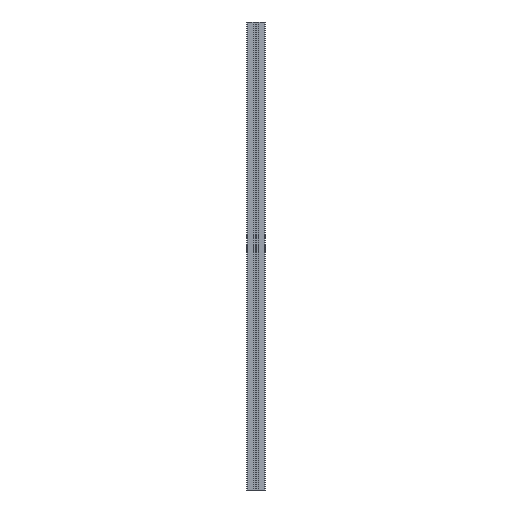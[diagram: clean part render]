
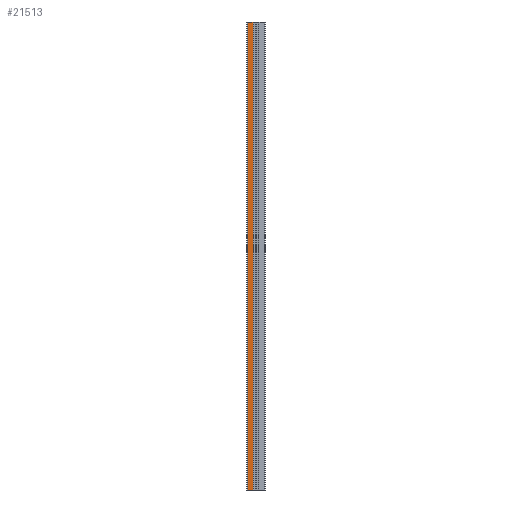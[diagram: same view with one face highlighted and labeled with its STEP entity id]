
A CAD part, left-side view. The second image highlights one B-rep face of the part: STEP entity #21513.
In plain terms, the highlighted planar face has unit normal (-1, 0, 0).
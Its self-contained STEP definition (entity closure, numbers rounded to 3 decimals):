
#21 = EDGE_CURVE ( 'NONE', #14259, #15032, #2260, .T. ) ;
#1169 = VECTOR ( 'NONE', #7219, 1000. ) ;
#1405 = EDGE_CURVE ( 'NONE', #4518, #15032, #25054, .T. ) ;
#1635 = LINE ( 'NONE', #25598, #23135 ) ;
#2260 = LINE ( 'NONE', #20114, #16944 ) ;
#2920 = ORIENTED_EDGE ( 'NONE', *, *, #15934, .F. ) ;
#3376 = EDGE_LOOP ( 'NONE', ( #14441, #11169, #17753, #2920 ) ) ;
#4518 = VERTEX_POINT ( 'NONE', #22705 ) ;
#6059 = DIRECTION ( 'NONE',  ( 0., 0., -1. ) ) ;
#7219 = DIRECTION ( 'NONE',  ( 0., 1., 0. ) ) ;
#7297 = CARTESIAN_POINT ( 'NONE',  ( -20., 18., -1000. ) ) ;
#10311 = PLANE ( 'NONE',  #24723 ) ;
#10432 = CARTESIAN_POINT ( 'NONE',  ( -20., 20., -1000. ) ) ;
#11169 = ORIENTED_EDGE ( 'NONE', *, *, #21, .T. ) ;
#12064 = VECTOR ( 'NONE', #12987, 1000. ) ;
#12459 = CARTESIAN_POINT ( 'NONE',  ( -20., 18., 0. ) ) ;
#12689 = EDGE_CURVE ( 'NONE', #25287, #14259, #1635, .T. ) ;
#12987 = DIRECTION ( 'NONE',  ( 0., 0., -1. ) ) ;
#14259 = VERTEX_POINT ( 'NONE', #12459 ) ;
#14441 = ORIENTED_EDGE ( 'NONE', *, *, #12689, .T. ) ;
#15032 = VERTEX_POINT ( 'NONE', #7297 ) ;
#15934 = EDGE_CURVE ( 'NONE', #25287, #4518, #16894, .T. ) ;
#16616 = CARTESIAN_POINT ( 'NONE',  ( -20., 20., -1000. ) ) ;
#16680 = FACE_OUTER_BOUND ( 'NONE', #3376, .T. ) ;
#16894 = LINE ( 'NONE', #24822, #12064 ) ;
#16944 = VECTOR ( 'NONE', #6059, 1000. ) ;
#17753 = ORIENTED_EDGE ( 'NONE', *, *, #1405, .F. ) ;
#20114 = CARTESIAN_POINT ( 'NONE',  ( -20., 18., -1000. ) ) ;
#20789 = CARTESIAN_POINT ( 'NONE',  ( -20., 6.325, 0. ) ) ;
#21513 = ADVANCED_FACE ( 'NONE', ( #16680 ), #10311, .T. ) ;
#21838 = DIRECTION ( 'NONE',  ( 0., 1., 0. ) ) ;
#22154 = DIRECTION ( 'NONE',  ( -1., 0., 0. ) ) ;
#22280 = DIRECTION ( 'NONE',  ( 0., 1., 0. ) ) ;
#22705 = CARTESIAN_POINT ( 'NONE',  ( -20., 6.325, -1000. ) ) ;
#23135 = VECTOR ( 'NONE', #21838, 1000. ) ;
#24723 = AXIS2_PLACEMENT_3D ( 'NONE', #10432, #22154, #22280 ) ;
#24822 = CARTESIAN_POINT ( 'NONE',  ( -20., 6.325, -1000. ) ) ;
#25054 = LINE ( 'NONE', #16616, #1169 ) ;
#25287 = VERTEX_POINT ( 'NONE', #20789 ) ;
#25598 = CARTESIAN_POINT ( 'NONE',  ( -20., 20., 0. ) ) ;
